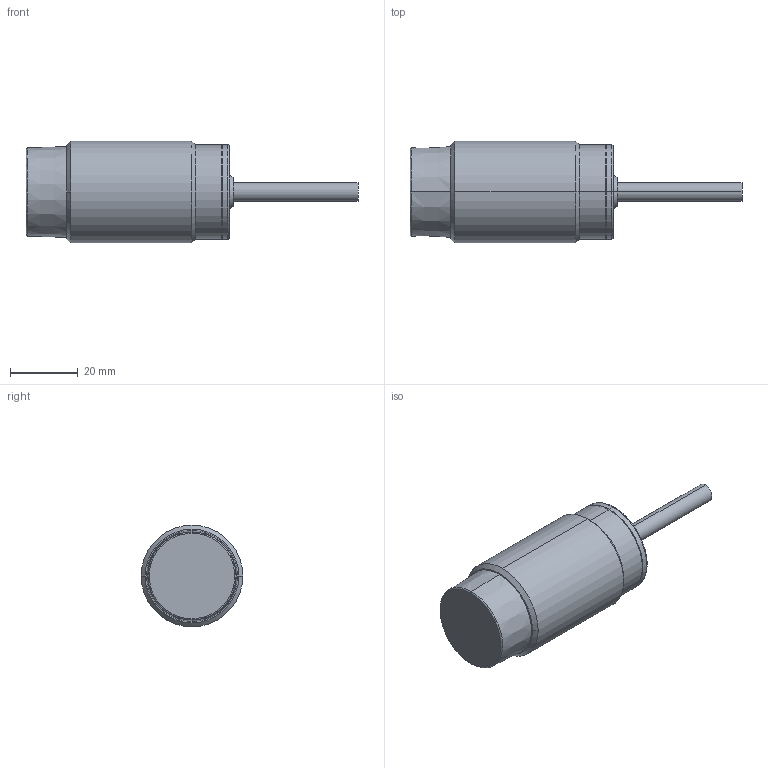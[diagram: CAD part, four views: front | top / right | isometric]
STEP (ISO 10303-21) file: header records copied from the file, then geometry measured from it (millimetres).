
FILE_DESCRIPTION (( 'STEP AP214' ), '1' );
FILE_NAME ('AT1-AP-2A.step', '2018-04-12T19:28:39', ( '' ), ( '' ), 'SwSTEP 2.0', 'SolidWorks 2017', '' );
FILE_SCHEMA (( 'AUTOMOTIVE_DESIGN' ));
Length unit declared in the file: inch
Products named in the file (1): AT1-AP-2A
Bounding box: 98 x 30 x 30 mm (x, y, z)
Volume: 40319 mm3; surface area: 9769.4 mm2
Topology: 4 solids, 4 shells, 33 faces, 62 edges, 38 vertices
Faces by surface type: cylinder 10, cone 10, plane 9, bspline 4
Entity records: 955 total; most frequent: CARTESIAN_POINT 206, DIRECTION 156, ORIENTED_EDGE 124, AXIS2_PLACEMENT_3D 68, EDGE_CURVE 62, CIRCLE 38, VERTEX_POINT 38, EDGE_LOOP 36
